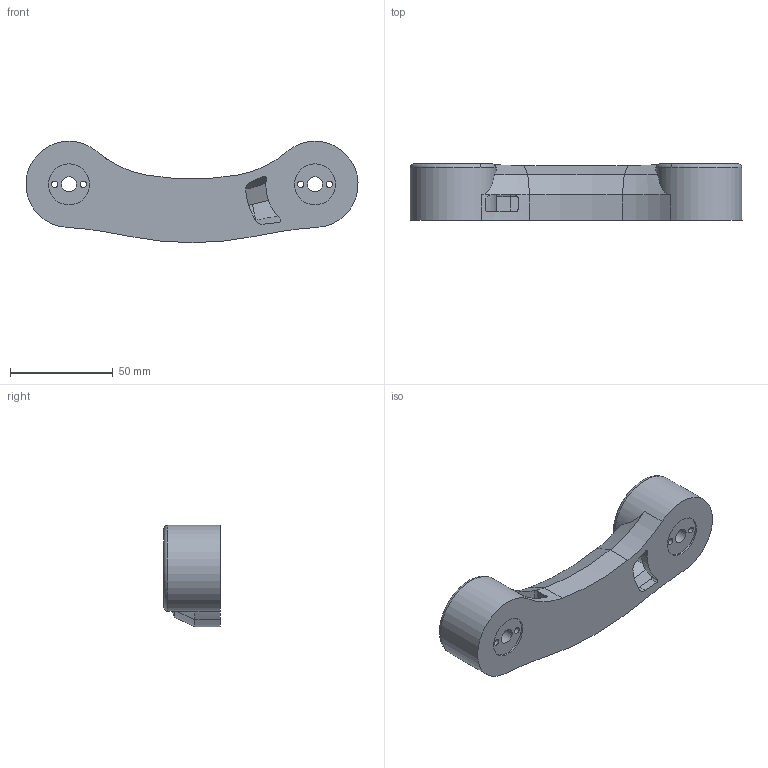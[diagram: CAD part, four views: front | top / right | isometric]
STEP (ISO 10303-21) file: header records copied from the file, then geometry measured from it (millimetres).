
FILE_DESCRIPTION((''),'2;1');
FILE_NAME('MITTELGELENK','2025-04-26T18:42:37',('ZOMBULLI'),('CARL ZEISS'),'CREO PARAMETRIC BY PTC INC, 2024014','CREO PARAMETRIC BY PTC INC, 2024014','');
FILE_SCHEMA(('AUTOMOTIVE_DESIGN { 1 0 10303 214 1 1 1 1 }'));
Length unit declared in the file: millimetre
Products named in the file (1): MITTELGELENK
Bounding box: 161.96 x 27.5 x 49.49 mm (x, y, z)
Volume: 90049.1 mm3; surface area: 29102.6 mm2
Topology: 1 solids, 1 shells, 110 faces, 282 edges, 178 vertices
Faces by surface type: cylinder 46, cone 37, plane 19, torus 8
Entity records: 3836 total; most frequent: CARTESIAN_POINT 986, DIRECTION 583, ORIENTED_EDGE 564, EDGE_CURVE 282, AXIS2_PLACEMENT_3D 240, VERTEX_POINT 178, CIRCLE 129, EDGE_LOOP 128
